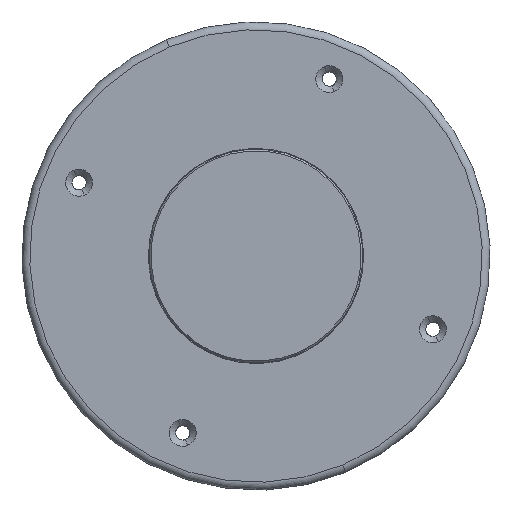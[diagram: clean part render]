
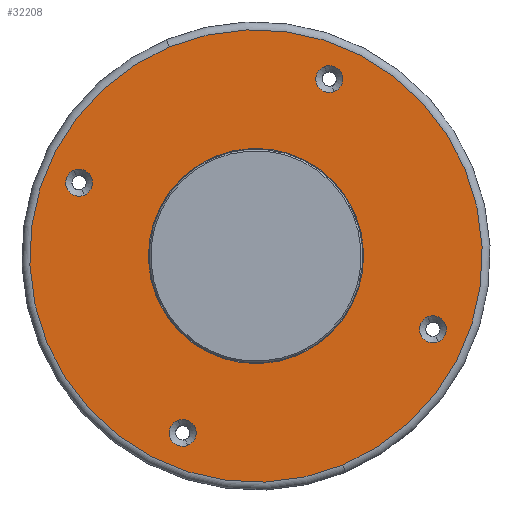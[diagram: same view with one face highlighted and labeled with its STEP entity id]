
A CAD part, left-side view. The second image highlights one B-rep face of the part: STEP entity #32208.
In plain terms, the highlighted planar face has unit normal (-1, 0, 0).
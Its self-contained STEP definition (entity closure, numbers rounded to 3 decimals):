
#35 = AXIS2_PLACEMENT_3D ( 'NONE', #73069, #36678, #42292 ) ;
#1052 = CIRCLE ( 'NONE', #71592, 71.5 ) ;
#1085 = CARTESIAN_POINT ( 'NONE',  ( -24.1, -54.268, -19.226 ) ) ;
#1456 = AXIS2_PLACEMENT_3D ( 'NONE', #14363, #7475, #25795 ) ;
#3218 = ORIENTED_EDGE ( 'NONE', *, *, #60493, .F. ) ;
#5148 = ORIENTED_EDGE ( 'NONE', *, *, #15840, .T. ) ;
#7475 = DIRECTION ( 'NONE',  ( 1., 0., 0. ) ) ;
#8033 = DIRECTION ( 'NONE',  ( 1., 0., 0. ) ) ;
#8158 = AXIS2_PLACEMENT_3D ( 'NONE', #52877, #58946, #22544 ) ;
#8506 = DIRECTION ( 'NONE',  ( 0., -0.383, -0.924 ) ) ;
#8629 = AXIS2_PLACEMENT_3D ( 'NONE', #14237, #57285, #13974 ) ;
#10365 = FACE_BOUND ( 'NONE', #33075, .T. ) ;
#11275 = CIRCLE ( 'NONE', #42257, 4.25 ) ;
#12030 = DIRECTION ( 'NONE',  ( -1., 0., 0. ) ) ;
#12289 = CARTESIAN_POINT ( 'NONE',  ( -24.1, -31.412, 13.011 ) ) ;
#12407 = AXIS2_PLACEMENT_3D ( 'NONE', #36162, #37972, #8506 ) ;
#13964 = ORIENTED_EDGE ( 'NONE', *, *, #17180, .T. ) ;
#13974 = DIRECTION ( 'NONE',  ( 0., -0.383, -0.924 ) ) ;
#14237 = CARTESIAN_POINT ( 'NONE',  ( -24.1, 55.895, 23.152 ) ) ;
#14363 = CARTESIAN_POINT ( 'NONE',  ( -24.1, -23.152, 55.895 ) ) ;
#14530 = EDGE_CURVE ( 'NONE', #40311, #57907, #11275, .T. ) ;
#15108 = EDGE_CURVE ( 'NONE', #49002, #40440, #62581, .T. ) ;
#15270 = CARTESIAN_POINT ( 'NONE',  ( -24.1, -55.895, -23.152 ) ) ;
#15840 = EDGE_CURVE ( 'NONE', #57907, #40311, #54002, .T. ) ;
#16066 = EDGE_CURVE ( 'NONE', #18620, #74786, #63430, .T. ) ;
#17004 = VERTEX_POINT ( 'NONE', #24673 ) ;
#17017 = CIRCLE ( 'NONE', #32237, 4.25 ) ;
#17180 = EDGE_CURVE ( 'NONE', #74786, #18620, #17017, .T. ) ;
#18308 = ORIENTED_EDGE ( 'NONE', *, *, #74783, .T. ) ;
#18459 = ORIENTED_EDGE ( 'NONE', *, *, #58999, .F. ) ;
#18620 = VERTEX_POINT ( 'NONE', #1085 ) ;
#18651 = DIRECTION ( 'NONE',  ( 0., -0.383, -0.924 ) ) ;
#20396 = CIRCLE ( 'NONE', #73661, 4.25 ) ;
#20669 = CIRCLE ( 'NONE', #12407, 4.25 ) ;
#20832 = EDGE_CURVE ( 'NONE', #40440, #49002, #20396, .T. ) ;
#20915 = AXIS2_PLACEMENT_3D ( 'NONE', #12289, #12030, #49197 ) ;
#21852 = CIRCLE ( 'NONE', #1456, 4.25 ) ;
#22544 = DIRECTION ( 'NONE',  ( 0., -0.383, -0.924 ) ) ;
#24608 = CARTESIAN_POINT ( 'NONE',  ( -24.1, 0., 0. ) ) ;
#24673 = CARTESIAN_POINT ( 'NONE',  ( -24.1, -21.526, 59.821 ) ) ;
#25057 = CARTESIAN_POINT ( 'NONE',  ( -24.1, -13.011, -31.412 ) ) ;
#25795 = DIRECTION ( 'NONE',  ( 0., -0.383, -0.924 ) ) ;
#26568 = CARTESIAN_POINT ( 'NONE',  ( -24.1, -57.521, -27.079 ) ) ;
#26630 = CIRCLE ( 'NONE', #68125, 71.5 ) ;
#27855 = EDGE_LOOP ( 'NONE', ( #75940, #18308 ) ) ;
#27958 = DIRECTION ( 'NONE',  ( -1., 0., 0. ) ) ;
#29356 = EDGE_LOOP ( 'NONE', ( #51297, #5148 ) ) ;
#29705 = CIRCLE ( 'NONE', #46353, 34. ) ;
#30323 = PLANE ( 'NONE',  #20915 ) ;
#30578 = CARTESIAN_POINT ( 'NONE',  ( -24.1, 0., 0. ) ) ;
#30836 = DIRECTION ( 'NONE',  ( 0., -0.383, -0.924 ) ) ;
#31319 = DIRECTION ( 'NONE',  ( 1., 0., 0. ) ) ;
#31652 = DIRECTION ( 'NONE',  ( 0., -0.383, -0.924 ) ) ;
#31906 = CARTESIAN_POINT ( 'NONE',  ( -24.1, 55.895, 23.152 ) ) ;
#32208 = ADVANCED_FACE ( 'NONE', ( #75006, #54101, #58858, #42702, #47397, #10365 ), #30323, .T. ) ;
#32237 = AXIS2_PLACEMENT_3D ( 'NONE', #15270, #63364, #75573 ) ;
#32332 = VERTEX_POINT ( 'NONE', #68062 ) ;
#33075 = EDGE_LOOP ( 'NONE', ( #18459, #3218 ) ) ;
#35359 = CARTESIAN_POINT ( 'NONE',  ( -24.1, -27.362, -66.057 ) ) ;
#36162 = CARTESIAN_POINT ( 'NONE',  ( -24.1, -23.152, 55.895 ) ) ;
#36678 = DIRECTION ( 'NONE',  ( 1., 0., 0. ) ) ;
#37429 = DIRECTION ( 'NONE',  ( 0., -0.383, -0.924 ) ) ;
#37450 = CARTESIAN_POINT ( 'NONE',  ( -24.1, 57.521, 27.079 ) ) ;
#37972 = DIRECTION ( 'NONE',  ( 1., 0., 0. ) ) ;
#39357 = ORIENTED_EDGE ( 'NONE', *, *, #74575, .T. ) ;
#40311 = VERTEX_POINT ( 'NONE', #78428 ) ;
#40440 = VERTEX_POINT ( 'NONE', #37450 ) ;
#42257 = AXIS2_PLACEMENT_3D ( 'NONE', #67495, #31319, #37429 ) ;
#42292 = DIRECTION ( 'NONE',  ( 0., -0.383, -0.924 ) ) ;
#42702 = FACE_BOUND ( 'NONE', #54724, .T. ) ;
#44195 = EDGE_CURVE ( 'NONE', #51971, #17004, #20669, .T. ) ;
#45632 = ORIENTED_EDGE ( 'NONE', *, *, #15108, .T. ) ;
#46251 = ORIENTED_EDGE ( 'NONE', *, *, #20832, .T. ) ;
#46353 = AXIS2_PLACEMENT_3D ( 'NONE', #77642, #27958, #70495 ) ;
#46363 = VERTEX_POINT ( 'NONE', #50105 ) ;
#46892 = EDGE_LOOP ( 'NONE', ( #77240, #39357 ) ) ;
#46933 = CARTESIAN_POINT ( 'NONE',  ( -24.1, -24.779, 51.968 ) ) ;
#47397 = FACE_OUTER_BOUND ( 'NONE', #46892, .T. ) ;
#47890 = VERTEX_POINT ( 'NONE', #25057 ) ;
#47961 = AXIS2_PLACEMENT_3D ( 'NONE', #30578, #49462, #30836 ) ;
#49002 = VERTEX_POINT ( 'NONE', #62408 ) ;
#49197 = DIRECTION ( 'NONE',  ( 0., -0.383, -0.924 ) ) ;
#49281 = CARTESIAN_POINT ( 'NONE',  ( -24.1, 24.779, -51.968 ) ) ;
#49462 = DIRECTION ( 'NONE',  ( -1., 0., 0. ) ) ;
#49848 = DIRECTION ( 'NONE',  ( 0., -0.383, -0.924 ) ) ;
#50105 = CARTESIAN_POINT ( 'NONE',  ( -24.1, 13.011, 31.412 ) ) ;
#50551 = CIRCLE ( 'NONE', #47961, 34. ) ;
#50797 = ORIENTED_EDGE ( 'NONE', *, *, #16066, .T. ) ;
#51297 = ORIENTED_EDGE ( 'NONE', *, *, #14530, .T. ) ;
#51971 = VERTEX_POINT ( 'NONE', #46933 ) ;
#52877 = CARTESIAN_POINT ( 'NONE',  ( -24.1, -55.895, -23.152 ) ) ;
#54002 = CIRCLE ( 'NONE', #35, 4.25 ) ;
#54101 = FACE_BOUND ( 'NONE', #27855, .T. ) ;
#54724 = EDGE_LOOP ( 'NONE', ( #45632, #46251 ) ) ;
#57285 = DIRECTION ( 'NONE',  ( 1., 0., 0. ) ) ;
#57907 = VERTEX_POINT ( 'NONE', #49281 ) ;
#58858 = FACE_BOUND ( 'NONE', #65161, .T. ) ;
#58946 = DIRECTION ( 'NONE',  ( 1., 0., 0. ) ) ;
#58999 = EDGE_CURVE ( 'NONE', #47890, #46363, #29705, .T. ) ;
#60493 = EDGE_CURVE ( 'NONE', #46363, #47890, #50551, .T. ) ;
#62408 = CARTESIAN_POINT ( 'NONE',  ( -24.1, 54.268, 19.226 ) ) ;
#62581 = CIRCLE ( 'NONE', #8629, 4.25 ) ;
#63364 = DIRECTION ( 'NONE',  ( 1., 0., 0. ) ) ;
#63430 = CIRCLE ( 'NONE', #8158, 4.25 ) ;
#65161 = EDGE_LOOP ( 'NONE', ( #13964, #50797 ) ) ;
#66744 = CARTESIAN_POINT ( 'NONE',  ( -24.1, 0., 0. ) ) ;
#67495 = CARTESIAN_POINT ( 'NONE',  ( -24.1, 23.152, -55.895 ) ) ;
#68062 = CARTESIAN_POINT ( 'NONE',  ( -24.1, 27.362, 66.057 ) ) ;
#68125 = AXIS2_PLACEMENT_3D ( 'NONE', #66744, #73610, #18651 ) ;
#68881 = VERTEX_POINT ( 'NONE', #35359 ) ;
#70495 = DIRECTION ( 'NONE',  ( 0., -0.383, -0.924 ) ) ;
#71592 = AXIS2_PLACEMENT_3D ( 'NONE', #24608, #73224, #49848 ) ;
#73069 = CARTESIAN_POINT ( 'NONE',  ( -24.1, 23.152, -55.895 ) ) ;
#73224 = DIRECTION ( 'NONE',  ( -1., 0., 0. ) ) ;
#73610 = DIRECTION ( 'NONE',  ( -1., 0., 0. ) ) ;
#73661 = AXIS2_PLACEMENT_3D ( 'NONE', #31906, #8033, #31652 ) ;
#73850 = EDGE_CURVE ( 'NONE', #68881, #32332, #1052, .T. ) ;
#74575 = EDGE_CURVE ( 'NONE', #32332, #68881, #26630, .T. ) ;
#74783 = EDGE_CURVE ( 'NONE', #17004, #51971, #21852, .T. ) ;
#74786 = VERTEX_POINT ( 'NONE', #26568 ) ;
#75006 = FACE_BOUND ( 'NONE', #29356, .T. ) ;
#75573 = DIRECTION ( 'NONE',  ( 0., -0.383, -0.924 ) ) ;
#75940 = ORIENTED_EDGE ( 'NONE', *, *, #44195, .T. ) ;
#77240 = ORIENTED_EDGE ( 'NONE', *, *, #73850, .T. ) ;
#77642 = CARTESIAN_POINT ( 'NONE',  ( -24.1, 0., 0. ) ) ;
#78428 = CARTESIAN_POINT ( 'NONE',  ( -24.1, 21.526, -59.821 ) ) ;
